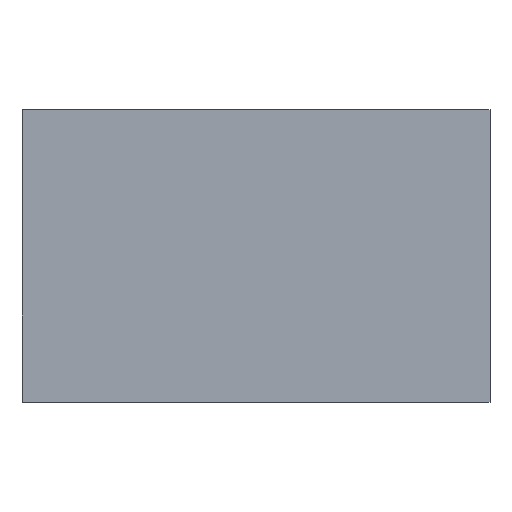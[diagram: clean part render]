
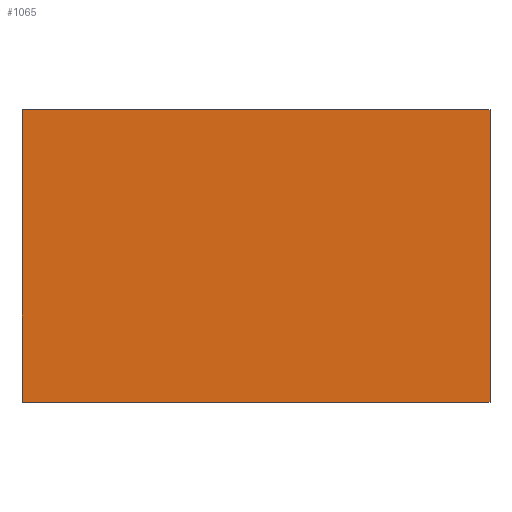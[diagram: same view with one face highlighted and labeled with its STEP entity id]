
A CAD part, top view. The second image highlights one B-rep face of the part: STEP entity #1065.
In plain terms, the highlighted planar face has unit normal (0, 0, 1).
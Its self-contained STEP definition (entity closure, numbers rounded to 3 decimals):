
#97=FACE_OUTER_BOUND('',#157,.T.);
#157=EDGE_LOOP('',(#962,#963,#964,#965));
#302=LINE('',#1897,#416);
#304=LINE('',#1901,#418);
#306=LINE('',#1905,#420);
#308=LINE('',#1908,#422);
#416=VECTOR('',#1300,10.);
#418=VECTOR('',#1304,10.);
#420=VECTOR('',#1308,10.);
#422=VECTOR('',#1312,10.);
#519=VERTEX_POINT('',#1894);
#520=VERTEX_POINT('',#1896);
#521=VERTEX_POINT('',#1900);
#522=VERTEX_POINT('',#1904);
#666=EDGE_CURVE('',#519,#520,#302,.T.);
#668=EDGE_CURVE('',#520,#521,#304,.T.);
#670=EDGE_CURVE('',#521,#522,#306,.T.);
#672=EDGE_CURVE('',#522,#519,#308,.T.);
#962=ORIENTED_EDGE('',*,*,#666,.F.);
#963=ORIENTED_EDGE('',*,*,#672,.F.);
#964=ORIENTED_EDGE('',*,*,#670,.F.);
#965=ORIENTED_EDGE('',*,*,#668,.F.);
#1009=PLANE('',#1123);
#1065=ADVANCED_FACE('',(#97),#1009,.T.);
#1123=AXIS2_PLACEMENT_3D('',#1909,#1313,#1314);
#1300=DIRECTION('',(0.,-1.,0.));
#1304=DIRECTION('',(-1.,0.,0.));
#1308=DIRECTION('',(0.,1.,0.));
#1312=DIRECTION('',(1.,0.,0.));
#1313=DIRECTION('center_axis',(0.,0.,1.));
#1314=DIRECTION('ref_axis',(1.,0.,0.));
#1894=CARTESIAN_POINT('',(1.,0.625,0.5));
#1896=CARTESIAN_POINT('',(1.,-0.625,0.5));
#1897=CARTESIAN_POINT('',(1.,0.625,0.5));
#1900=CARTESIAN_POINT('',(-1.,-0.625,0.5));
#1901=CARTESIAN_POINT('',(1.,-0.625,0.5));
#1904=CARTESIAN_POINT('',(-1.,0.625,0.5));
#1905=CARTESIAN_POINT('',(-1.,-0.625,0.5));
#1908=CARTESIAN_POINT('',(-1.,0.625,0.5));
#1909=CARTESIAN_POINT('Origin',(0.,0.,0.5));
